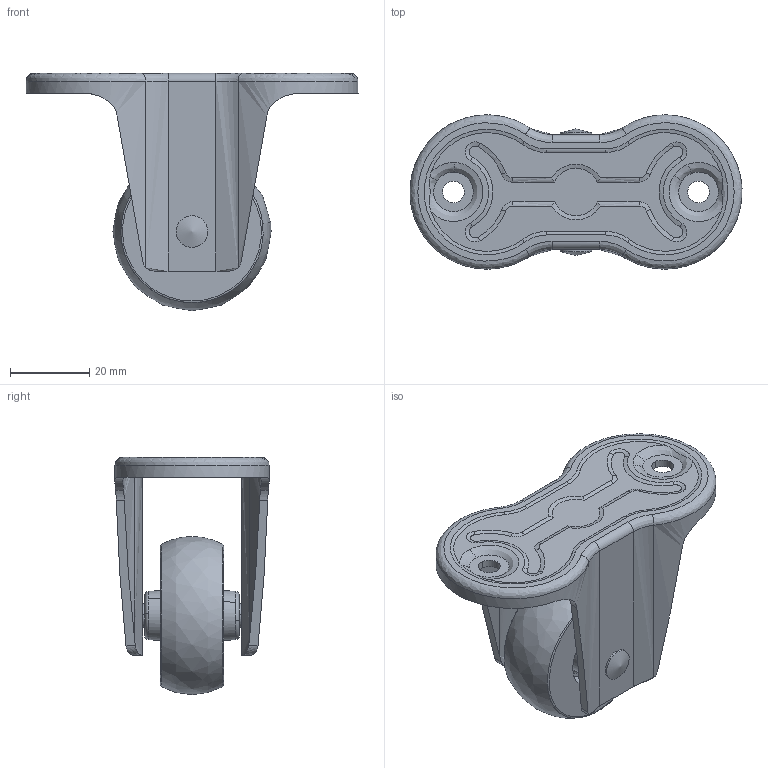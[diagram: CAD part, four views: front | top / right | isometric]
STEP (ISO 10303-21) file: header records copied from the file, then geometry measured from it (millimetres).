
FILE_DESCRIPTION((''),'2;1');
FILE_NAME('','2005-12-16T14:09:16',(''),(''),'','CADfix','');
FILE_SCHEMA(('AUTOMOTIVE_DESIGN'));
Length unit declared in the file: millimetre
Products named in the file (4): wheel; body; axle; No_602G_N_B_13604_36
Assembly tree (3 placements, depth 2):
  No_602G_N_B_13604_36
    wheel
    body
    axle
Bounding box: 83.97 x 38.99 x 60 mm (x, y, z)
Volume: 31091.2 mm3; surface area: 19564 mm2
Topology: 3 solids, 3 shells, 170 faces, 530 edges, 374 vertices
Faces by surface type: bspline 170
Entity records: 7419 total; most frequent: CARTESIAN_POINT 4635, ORIENTED_EDGE 1060, EDGE_CURVE 530, VERTEX_POINT 374, EDGE_LOOP 188, FACE_OUTER_BOUND 170, ADVANCED_FACE 170, QUASI_UNIFORM_CURVE 98
